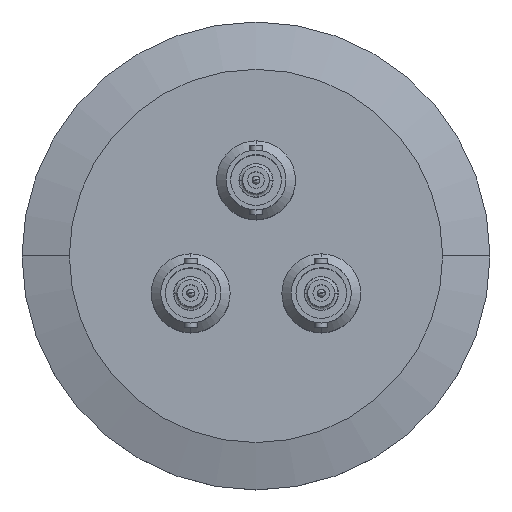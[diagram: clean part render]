
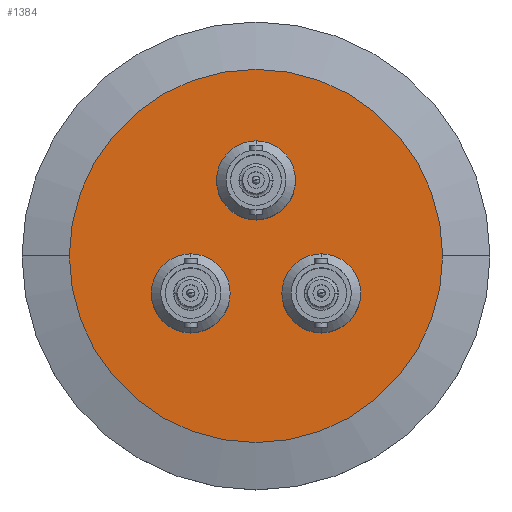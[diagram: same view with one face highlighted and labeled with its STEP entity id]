
A CAD part, top view. The second image highlights one B-rep face of the part: STEP entity #1384.
In plain terms, the highlighted planar face has unit normal (0, 0, 1).
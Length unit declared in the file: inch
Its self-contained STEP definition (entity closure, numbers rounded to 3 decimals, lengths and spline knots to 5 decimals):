
#232 = DIRECTION ( 'NONE',  ( 0., 0., -1. ) ) ;
#246 = CARTESIAN_POINT ( 'NONE',  ( 0., 0., 0.1 ) ) ;
#250 = PLANE ( 'NONE',  #1769 ) ;
#252 = DIRECTION ( 'NONE',  ( -1., 0., 0. ) ) ;
#476 = CARTESIAN_POINT ( 'NONE',  ( 0., 0.2265, 0.1 ) ) ;
#1384 = ADVANCED_FACE ( 'NONE', ( #6737, #6728, #6739, #6734 ), #250, .F. ) ;
#1705 = VERTEX_POINT ( 'NONE', #476 ) ;
#1769 = AXIS2_PLACEMENT_3D ( 'NONE', #246, #232, #252 ) ;
#2062 = CIRCLE ( 'NONE', #5702, 1.17644 ) ;
#2090 = CIRCLE ( 'NONE', #5720, 0.2485 ) ;
#2095 = CIRCLE ( 'NONE', #5718, 1.17644 ) ;
#2096 = CIRCLE ( 'NONE', #5719, 0.2485 ) ;
#2097 = CIRCLE ( 'NONE', #5721, 0.2485 ) ;
#2706 = ORIENTED_EDGE ( 'NONE', *, *, #6935, .T. ) ;
#2707 = ORIENTED_EDGE ( 'NONE', *, *, #4606, .T. ) ;
#2708 = ORIENTED_EDGE ( 'NONE', *, *, #5868, .T. ) ;
#2709 = ORIENTED_EDGE ( 'NONE', *, *, #4607, .T. ) ;
#2710 = ORIENTED_EDGE ( 'NONE', *, *, #4677, .T. ) ;
#2711 = ORIENTED_EDGE ( 'NONE', *, *, #4608, .T. ) ;
#2712 = ORIENTED_EDGE ( 'NONE', *, *, #4581, .F. ) ;
#2713 = ORIENTED_EDGE ( 'NONE', *, *, #4605, .F. ) ;
#2772 = VERTEX_POINT ( 'NONE', #3629 ) ;
#2773 = VERTEX_POINT ( 'NONE', #3630 ) ;
#2850 = CARTESIAN_POINT ( 'NONE',  ( -0.41136, -0.486, 0.1 ) ) ;
#2854 = CARTESIAN_POINT ( 'NONE',  ( -0.41136, 0.011, 0.1 ) ) ;
#2992 = CARTESIAN_POINT ( 'NONE',  ( 0., 0., 0.1 ) ) ;
#2993 = DIRECTION ( 'NONE',  ( 0., 0., -1. ) ) ;
#2994 = DIRECTION ( 'NONE',  ( -1., 0., 0. ) ) ;
#3112 = CARTESIAN_POINT ( 'NONE',  ( 0., 0., 0.1 ) ) ;
#3113 = DIRECTION ( 'NONE',  ( 0., 0., -1. ) ) ;
#3114 = DIRECTION ( 'NONE',  ( -1., 0., 0. ) ) ;
#3115 = CARTESIAN_POINT ( 'NONE',  ( 0.41136, -0.2375, 0.1 ) ) ;
#3116 = DIRECTION ( 'NONE',  ( 0., 0., -1. ) ) ;
#3117 = DIRECTION ( 'NONE',  ( -1., 0., 0. ) ) ;
#3118 = CARTESIAN_POINT ( 'NONE',  ( -0.41136, -0.2375, 0.1 ) ) ;
#3119 = DIRECTION ( 'NONE',  ( 0., 0., -1. ) ) ;
#3120 = DIRECTION ( 'NONE',  ( -1., 0., 0. ) ) ;
#3122 = CARTESIAN_POINT ( 'NONE',  ( 0., 0.475, 0.1 ) ) ;
#3123 = DIRECTION ( 'NONE',  ( 0., 0., -1. ) ) ;
#3124 = DIRECTION ( 'NONE',  ( -1., 0., 0. ) ) ;
#3342 = CIRCLE ( 'NONE', #5772, 0.2485 ) ;
#3585 = CIRCLE ( 'NONE', #7320, 0.2485 ) ;
#3629 = CARTESIAN_POINT ( 'NONE',  ( 0.41136, -0.486, 0.1 ) ) ;
#3630 = CARTESIAN_POINT ( 'NONE',  ( 0.41136, 0.011, 0.1 ) ) ;
#3837 = EDGE_LOOP ( 'NONE', ( #2706, #2707 ) ) ;
#3840 = EDGE_LOOP ( 'NONE', ( #2710, #2711 ) ) ;
#3841 = EDGE_LOOP ( 'NONE', ( #2708, #2709 ) ) ;
#3844 = EDGE_LOOP ( 'NONE', ( #2712, #2713 ) ) ;
#4384 = VERTEX_POINT ( 'NONE', #2850 ) ;
#4385 = VERTEX_POINT ( 'NONE', #2854 ) ;
#4581 = EDGE_CURVE ( 'NONE', #7591, #7596, #2062, .T. ) ;
#4605 = EDGE_CURVE ( 'NONE', #7596, #7591, #2095, .T. ) ;
#4606 = EDGE_CURVE ( 'NONE', #2772, #2773, #2096, .T. ) ;
#4607 = EDGE_CURVE ( 'NONE', #4384, #4385, #2090, .T. ) ;
#4608 = EDGE_CURVE ( 'NONE', #1705, #7557, #2097, .T. ) ;
#4677 = EDGE_CURVE ( 'NONE', #7557, #1705, #3342, .T. ) ;
#5122 = CARTESIAN_POINT ( 'NONE',  ( 0., 0.7235, 0.1 ) ) ;
#5138 = CARTESIAN_POINT ( 'NONE',  ( -1.17644, 0., 0.1 ) ) ;
#5143 = CARTESIAN_POINT ( 'NONE',  ( 1.17644, 0., 0.1 ) ) ;
#5702 = AXIS2_PLACEMENT_3D ( 'NONE', #2992, #2993, #2994 ) ;
#5718 = AXIS2_PLACEMENT_3D ( 'NONE', #3112, #3113, #3114 ) ;
#5719 = AXIS2_PLACEMENT_3D ( 'NONE', #3115, #3116, #3117 ) ;
#5720 = AXIS2_PLACEMENT_3D ( 'NONE', #3118, #3119, #3120 ) ;
#5721 = AXIS2_PLACEMENT_3D ( 'NONE', #3122, #3123, #3124 ) ;
#5772 = AXIS2_PLACEMENT_3D ( 'NONE', #7003, #7004, #7005 ) ;
#5868 = EDGE_CURVE ( 'NONE', #4385, #4384, #3585, .T. ) ;
#5902 = CARTESIAN_POINT ( 'NONE',  ( -0.41136, -0.2375, 0.1 ) ) ;
#5903 = DIRECTION ( 'NONE',  ( 0., 0., -1. ) ) ;
#5904 = DIRECTION ( 'NONE',  ( -1., 0., 0. ) ) ;
#6147 = CARTESIAN_POINT ( 'NONE',  ( 0.41136, -0.2375, 0.1 ) ) ;
#6148 = DIRECTION ( 'NONE',  ( 0., 0., -1. ) ) ;
#6149 = DIRECTION ( 'NONE',  ( -1., 0., 0. ) ) ;
#6728 = FACE_BOUND ( 'NONE', #3841, .T. ) ;
#6734 = FACE_OUTER_BOUND ( 'NONE', #3844, .T. ) ;
#6737 = FACE_BOUND ( 'NONE', #3837, .T. ) ;
#6739 = FACE_BOUND ( 'NONE', #3840, .T. ) ;
#6935 = EDGE_CURVE ( 'NONE', #2773, #2772, #7709, .T. ) ;
#7003 = CARTESIAN_POINT ( 'NONE',  ( 0., 0.475, 0.1 ) ) ;
#7004 = DIRECTION ( 'NONE',  ( 0., 0., -1. ) ) ;
#7005 = DIRECTION ( 'NONE',  ( -1., 0., 0. ) ) ;
#7320 = AXIS2_PLACEMENT_3D ( 'NONE', #5902, #5903, #5904 ) ;
#7354 = AXIS2_PLACEMENT_3D ( 'NONE', #6147, #6148, #6149 ) ;
#7557 = VERTEX_POINT ( 'NONE', #5122 ) ;
#7591 = VERTEX_POINT ( 'NONE', #5138 ) ;
#7596 = VERTEX_POINT ( 'NONE', #5143 ) ;
#7709 = CIRCLE ( 'NONE', #7354, 0.2485 ) ;
